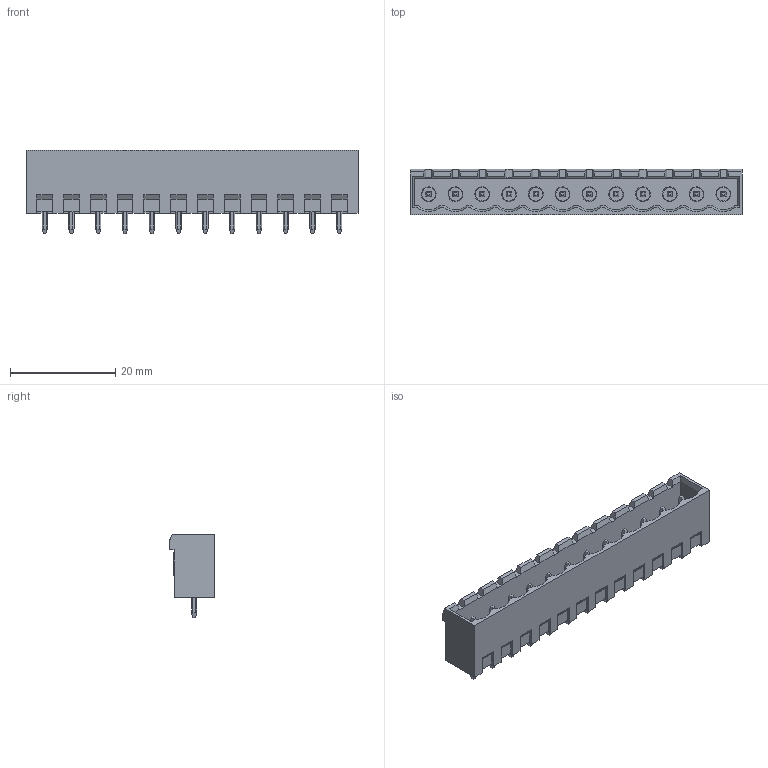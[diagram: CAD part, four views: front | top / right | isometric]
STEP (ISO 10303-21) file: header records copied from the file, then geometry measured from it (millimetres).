
FILE_DESCRIPTION(('STEP AP214'),'1');
FILE_NAME('cctmp_DCC54094-BC42-4C17-AD63-13FEE3E48E46_2023_02_03_14_29_26_0645_8216..stp','2023-02-03T14:29:27',('PHOENIX CONTACT Deutschland GmbH'),('CADClick - www.CADClick.com'),'Spatial InterOp 3D',' ','unknown authorization');
FILE_SCHEMA(('AUTOMOTIVE_DESIGN'));
Length unit declared in the file: millimetre
Products named in the file (14): 2023_02_03_14_29_26_0005; 2023_02_03_14_29_26_0645; 2023_02_03_14_29_26_0630; 2023_02_03_14_29_26_0614; 2023_02_03_14_29_26_0599; 2023_02_03_14_29_26_0583; 2023_02_03_14_29_26_0567; 2023_02_03_14_29_26_0552; 2023_02_03_14_29_26_0536; 2023_02_03_14_29_26_0520; 2023_02_03_14_29_26_0505; 2023_02_03_14_29_26_0489; 2023_02_03_14_29_26_0474; 2023_02_03_14_29_26_0427
Assembly tree (13 placements, depth 2):
  2023_02_03_14_29_26_0005
    2023_02_03_14_29_26_0645
    2023_02_03_14_29_26_0630
    2023_02_03_14_29_26_0614
    2023_02_03_14_29_26_0599
    2023_02_03_14_29_26_0583
    2023_02_03_14_29_26_0567
    2023_02_03_14_29_26_0552
    2023_02_03_14_29_26_0536
    2023_02_03_14_29_26_0520
    2023_02_03_14_29_26_0505
    2023_02_03_14_29_26_0489
    2023_02_03_14_29_26_0474
    2023_02_03_14_29_26_0427
Bounding box: 62.96 x 8.57 x 15.9 mm (x, y, z)
Volume: 2956.5 mm3; surface area: 4829.1 mm2
Topology: 13 solids, 13 shells, 991 faces, 2801 edges, 1874 vertices
Faces by surface type: plane 677, cylinder 254, cone 48, sphere 12
Entity records: 67333 total; most frequent: CARTESIAN_POINT 12514, ORIENTED_EDGE 5602, STYLED_ITEM 5181, PRESENTATION_STYLE_ASSIGNMENT 5181, COLOUR_RGB 5181, DIRECTION 4947, EDGE_CURVE 2801, CURVE_STYLE 2637
